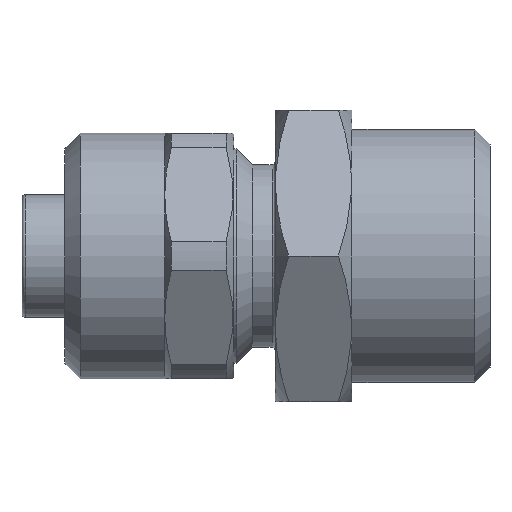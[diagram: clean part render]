
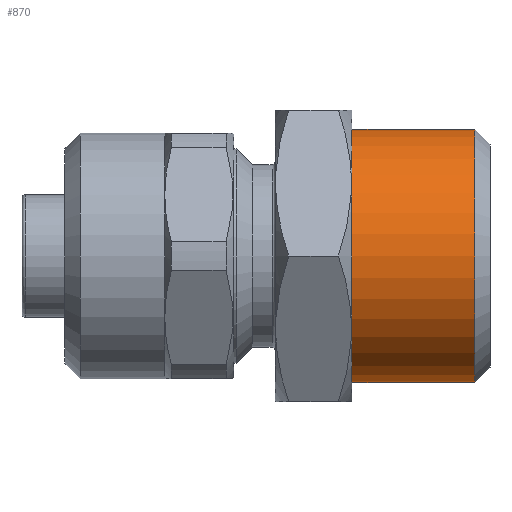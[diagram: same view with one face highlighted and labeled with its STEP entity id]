
A CAD part, left-side view. The second image highlights one B-rep face of the part: STEP entity #870.
In plain terms, the highlighted cylindrical face has radius 8.25 mm (diameter 16.5 mm), a partial arc.
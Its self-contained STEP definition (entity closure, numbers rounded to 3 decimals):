
#30 = ORIENTED_EDGE ( 'NONE', *, *, #926, .T. ) ;
#33 = ORIENTED_EDGE ( 'NONE', *, *, #995, .F. ) ;
#38 = ORIENTED_EDGE ( 'NONE', *, *, #927, .F. ) ;
#41 = ORIENTED_EDGE ( 'NONE', *, *, #998, .T. ) ;
#456 = VECTOR ( 'NONE', #1187, 1000. ) ;
#462 = VECTOR ( 'NONE', #1179, 1000. ) ;
#566 = AXIS2_PLACEMENT_3D ( 'NONE', #1025, #1026, #1027 ) ;
#567 = CIRCLE ( 'NONE', #566, 8.25 ) ;
#568 = AXIS2_PLACEMENT_3D ( 'NONE', #1022, #1023, #1024 ) ;
#569 = CIRCLE ( 'NONE', #568, 8.25 ) ;
#648 = AXIS2_PLACEMENT_3D ( 'NONE', #1580, #1581, #1582 ) ;
#870 = ADVANCED_FACE ( 'NONE', ( #1842 ), #1843, .T. ) ;
#926 = EDGE_CURVE ( 'NONE', #1423, #1422, #569, .T. ) ;
#927 = EDGE_CURVE ( 'NONE', #1424, #1425, #567, .T. ) ;
#995 = EDGE_CURVE ( 'NONE', #1423, #1424, #1886, .T. ) ;
#998 = EDGE_CURVE ( 'NONE', #1422, #1425, #1887, .T. ) ;
#1022 = CARTESIAN_POINT ( 'NONE',  ( 0., 9., 0. ) ) ;
#1023 = DIRECTION ( 'NONE',  ( 0., -1., 0. ) ) ;
#1024 = DIRECTION ( 'NONE',  ( 0., 0., -1. ) ) ;
#1025 = CARTESIAN_POINT ( 'NONE',  ( 0., 1., 0. ) ) ;
#1026 = DIRECTION ( 'NONE',  ( 0., -1., 0. ) ) ;
#1027 = DIRECTION ( 'NONE',  ( 0., 0., -1. ) ) ;
#1178 = CARTESIAN_POINT ( 'NONE',  ( 0., -8.621, 8.25 ) ) ;
#1179 = DIRECTION ( 'NONE',  ( 0., -1., 0. ) ) ;
#1186 = CARTESIAN_POINT ( 'NONE',  ( 0., -8.621, -8.25 ) ) ;
#1187 = DIRECTION ( 'NONE',  ( 0., -1., 0. ) ) ;
#1252 = CARTESIAN_POINT ( 'NONE',  ( 0., 9., -8.25 ) ) ;
#1253 = CARTESIAN_POINT ( 'NONE',  ( 0., 9., 8.25 ) ) ;
#1254 = CARTESIAN_POINT ( 'NONE',  ( 0., 1., 8.25 ) ) ;
#1255 = CARTESIAN_POINT ( 'NONE',  ( 0., 1., -8.25 ) ) ;
#1422 = VERTEX_POINT ( 'NONE', #1252 ) ;
#1423 = VERTEX_POINT ( 'NONE', #1253 ) ;
#1424 = VERTEX_POINT ( 'NONE', #1254 ) ;
#1425 = VERTEX_POINT ( 'NONE', #1255 ) ;
#1580 = CARTESIAN_POINT ( 'NONE',  ( 0., -8.621, 0. ) ) ;
#1581 = DIRECTION ( 'NONE',  ( 0., -1., 0. ) ) ;
#1582 = DIRECTION ( 'NONE',  ( 0., 0., -1. ) ) ;
#1842 = FACE_OUTER_BOUND ( 'NONE', #2227, .T. ) ;
#1843 = CYLINDRICAL_SURFACE ( 'NONE', #648, 8.25 ) ;
#1886 = LINE ( 'NONE', #1178, #462 ) ;
#1887 = LINE ( 'NONE', #1186, #456 ) ;
#2227 = EDGE_LOOP ( 'NONE', ( #33, #30, #41, #38 ) ) ;
